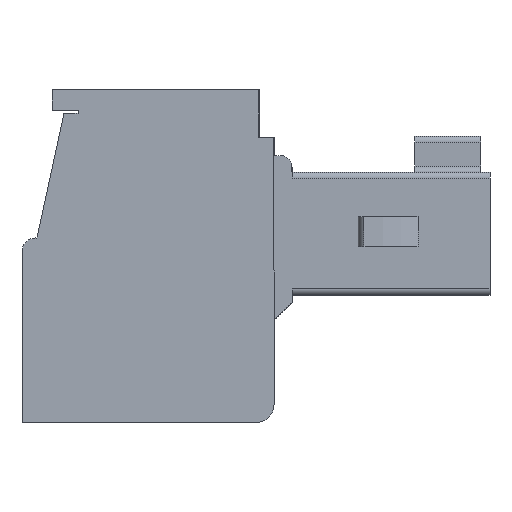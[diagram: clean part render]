
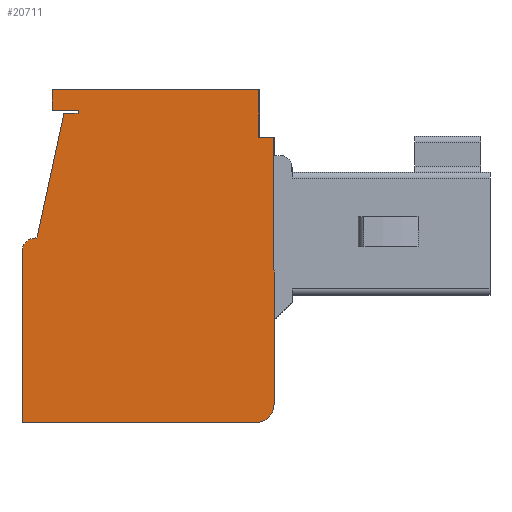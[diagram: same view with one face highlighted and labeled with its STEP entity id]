
A CAD part, left-side view. The second image highlights one B-rep face of the part: STEP entity #20711.
In plain terms, the highlighted planar face has unit normal (-1, 0, 0).
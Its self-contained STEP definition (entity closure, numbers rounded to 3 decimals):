
#75 = DIRECTION ( 'NONE',  ( -1., 0., 0. ) ) ;
#209 = LINE ( 'NONE', #21043, #23713 ) ;
#248 = FACE_OUTER_BOUND ( 'NONE', #14795, .T. ) ;
#477 = ORIENTED_EDGE ( 'NONE', *, *, #2393, .T. ) ;
#621 = EDGE_CURVE ( 'NONE', #3546, #26662, #14992, .T. ) ;
#663 = DIRECTION ( 'NONE',  ( 0., 1., 0. ) ) ;
#1210 = ORIENTED_EDGE ( 'NONE', *, *, #21056, .T. ) ;
#1589 = EDGE_CURVE ( 'NONE', #32767, #12409, #4308, .T. ) ;
#2202 = LINE ( 'NONE', #10177, #13511 ) ;
#2393 = EDGE_CURVE ( 'NONE', #23944, #8403, #21168, .T. ) ;
#2479 = CARTESIAN_POINT ( 'NONE',  ( 0., 14.2, 10.3 ) ) ;
#3120 = VECTOR ( 'NONE', #6338, 1000. ) ;
#3121 = DIRECTION ( 'NONE',  ( 1., 0., 0. ) ) ;
#3546 = VERTEX_POINT ( 'NONE', #5886 ) ;
#4040 = LINE ( 'NONE', #32000, #17798 ) ;
#4281 = DIRECTION ( 'NONE',  ( 0., -1., 0. ) ) ;
#4308 = LINE ( 'NONE', #9414, #3120 ) ;
#4711 = PLANE ( 'NONE',  #10750 ) ;
#4714 = ORIENTED_EDGE ( 'NONE', *, *, #13876, .F. ) ;
#4801 = CARTESIAN_POINT ( 'NONE',  ( 0., 7.2, 9.5 ) ) ;
#5205 = ORIENTED_EDGE ( 'NONE', *, *, #22591, .T. ) ;
#5226 = CARTESIAN_POINT ( 'NONE',  ( 0., 7.92, 9.5 ) ) ;
#5886 = CARTESIAN_POINT ( 'NONE',  ( 0., 14.6, 10.4 ) ) ;
#5988 = EDGE_CURVE ( 'NONE', #26662, #12781, #2202, .T. ) ;
#6338 = DIRECTION ( 'NONE',  ( 0., 0., -1. ) ) ;
#6972 = AXIS2_PLACEMENT_3D ( 'NONE', #33468, #75, #7861 ) ;
#7350 = CARTESIAN_POINT ( 'NONE',  ( 0., 7.8, 0.6 ) ) ;
#7374 = ORIENTED_EDGE ( 'NONE', *, *, #1589, .F. ) ;
#7438 = LINE ( 'NONE', #5226, #32494 ) ;
#7513 = VERTEX_POINT ( 'NONE', #17045 ) ;
#7712 = DIRECTION ( 'NONE',  ( 0., 1., 0. ) ) ;
#7861 = DIRECTION ( 'NONE',  ( 0., 0., 1. ) ) ;
#8196 = ORIENTED_EDGE ( 'NONE', *, *, #18477, .T. ) ;
#8403 = VERTEX_POINT ( 'NONE', #25182 ) ;
#9119 = CARTESIAN_POINT ( 'NONE',  ( 0., 7.2, 0.6 ) ) ;
#9414 = CARTESIAN_POINT ( 'NONE',  ( 0., 7.7, 13.573 ) ) ;
#9584 = CARTESIAN_POINT ( 'NONE',  ( 0., 7.7, 11.1 ) ) ;
#10096 = VECTOR ( 'NONE', #25320, 1000. ) ;
#10177 = CARTESIAN_POINT ( 'NONE',  ( 0., 13.7, 10.4 ) ) ;
#10566 = DIRECTION ( 'NONE',  ( 0., 0., 1. ) ) ;
#10595 = CARTESIAN_POINT ( 'NONE',  ( 0., 13.7, 10.3 ) ) ;
#10747 = ORIENTED_EDGE ( 'NONE', *, *, #15647, .T. ) ;
#10750 = AXIS2_PLACEMENT_3D ( 'NONE', #26354, #3121, #20912 ) ;
#11438 = EDGE_CURVE ( 'NONE', #12941, #23944, #4040, .T. ) ;
#11831 = ORIENTED_EDGE ( 'NONE', *, *, #11438, .T. ) ;
#11945 = EDGE_CURVE ( 'NONE', #8403, #27786, #22679, .T. ) ;
#12409 = VERTEX_POINT ( 'NONE', #20420 ) ;
#12693 = EDGE_CURVE ( 'NONE', #18107, #24484, #28011, .T. ) ;
#12781 = VERTEX_POINT ( 'NONE', #29447 ) ;
#12814 = LINE ( 'NONE', #10595, #15816 ) ;
#12941 = VERTEX_POINT ( 'NONE', #2479 ) ;
#13283 = CARTESIAN_POINT ( 'NONE',  ( 0., 15.6, 11.1 ) ) ;
#13511 = VECTOR ( 'NONE', #33220, 1000. ) ;
#13876 = EDGE_CURVE ( 'NONE', #16623, #32767, #14453, .T. ) ;
#13979 = CARTESIAN_POINT ( 'NONE',  ( 0., 15.6, 0. ) ) ;
#14453 = LINE ( 'NONE', #24781, #20095 ) ;
#14795 = EDGE_LOOP ( 'NONE', ( #5205, #7374, #4714, #1210, #30172, #32554, #10747, #11831, #477, #18500, #27362, #28142, #8196, #29346 ) ) ;
#14992 = LINE ( 'NONE', #23265, #10096 ) ;
#15030 = AXIS2_PLACEMENT_3D ( 'NONE', #7350, #17700, #28040 ) ;
#15081 = DIRECTION ( 'NONE',  ( 0., 1., 0. ) ) ;
#15491 = LINE ( 'NONE', #13283, #20109 ) ;
#15647 = EDGE_CURVE ( 'NONE', #12781, #12941, #12814, .T. ) ;
#15816 = VECTOR ( 'NONE', #7712, 1000. ) ;
#16623 = VERTEX_POINT ( 'NONE', #24440 ) ;
#16779 = VECTOR ( 'NONE', #32583, 1000. ) ;
#17045 = CARTESIAN_POINT ( 'NONE',  ( 0., 15.6, 0. ) ) ;
#17700 = DIRECTION ( 'NONE',  ( -1., 0., 0. ) ) ;
#17798 = VECTOR ( 'NONE', #19471, 1000. ) ;
#17853 = DIRECTION ( 'NONE',  ( 0., 0., -1. ) ) ;
#18107 = VERTEX_POINT ( 'NONE', #9119 ) ;
#18477 = EDGE_CURVE ( 'NONE', #30439, #18107, #24238, .T. ) ;
#18500 = ORIENTED_EDGE ( 'NONE', *, *, #11945, .T. ) ;
#19212 = CARTESIAN_POINT ( 'NONE',  ( 0., 7.8, 0. ) ) ;
#19471 = DIRECTION ( 'NONE',  ( 0., 0.212, -0.977 ) ) ;
#20095 = VECTOR ( 'NONE', #4281, 1000. ) ;
#20109 = VECTOR ( 'NONE', #10566, 1000. ) ;
#20420 = CARTESIAN_POINT ( 'NONE',  ( 0., 7.7, 9.5 ) ) ;
#20499 = VECTOR ( 'NONE', #31749, 1000. ) ;
#20640 = CARTESIAN_POINT ( 'NONE',  ( 0., 13.7, 10.4 ) ) ;
#20711 = ADVANCED_FACE ( 'NONE', ( #248 ), #4711, .F. ) ;
#20783 = EDGE_CURVE ( 'NONE', #7513, #30439, #26849, .T. ) ;
#20912 = DIRECTION ( 'NONE',  ( 0., 0., -1. ) ) ;
#21043 = CARTESIAN_POINT ( 'NONE',  ( 0., 14.6, 11.1 ) ) ;
#21056 = EDGE_CURVE ( 'NONE', #16623, #3546, #209, .T. ) ;
#21168 = LINE ( 'NONE', #28799, #30759 ) ;
#21872 = CARTESIAN_POINT ( 'NONE',  ( 0., 15.1, 6.15 ) ) ;
#22489 = CARTESIAN_POINT ( 'NONE',  ( 0., 7.2, 9.5 ) ) ;
#22591 = EDGE_CURVE ( 'NONE', #24484, #12409, #7438, .T. ) ;
#22679 = CIRCLE ( 'NONE', #6972, 0.45 ) ;
#22765 = EDGE_CURVE ( 'NONE', #7513, #27786, #15491, .T. ) ;
#23265 = CARTESIAN_POINT ( 'NONE',  ( 0., 14.6, 10.4 ) ) ;
#23713 = VECTOR ( 'NONE', #17853, 1000. ) ;
#23944 = VERTEX_POINT ( 'NONE', #21872 ) ;
#24238 = CIRCLE ( 'NONE', #15030, 0.6 ) ;
#24440 = CARTESIAN_POINT ( 'NONE',  ( 0., 14.6, 11.1 ) ) ;
#24484 = VERTEX_POINT ( 'NONE', #22489 ) ;
#24781 = CARTESIAN_POINT ( 'NONE',  ( 0., 15.6, 11.1 ) ) ;
#25182 = CARTESIAN_POINT ( 'NONE',  ( 0., 15.15, 6.15 ) ) ;
#25320 = DIRECTION ( 'NONE',  ( 0., -1., 0. ) ) ;
#26354 = CARTESIAN_POINT ( 'NONE',  ( 0., 15.6, 11.1 ) ) ;
#26662 = VERTEX_POINT ( 'NONE', #20640 ) ;
#26849 = LINE ( 'NONE', #13979, #20499 ) ;
#27362 = ORIENTED_EDGE ( 'NONE', *, *, #22765, .F. ) ;
#27786 = VERTEX_POINT ( 'NONE', #29397 ) ;
#28011 = LINE ( 'NONE', #4801, #16779 ) ;
#28040 = DIRECTION ( 'NONE',  ( 0., 0., -1. ) ) ;
#28142 = ORIENTED_EDGE ( 'NONE', *, *, #20783, .T. ) ;
#28799 = CARTESIAN_POINT ( 'NONE',  ( 0., 15.15, 6.15 ) ) ;
#29346 = ORIENTED_EDGE ( 'NONE', *, *, #12693, .T. ) ;
#29397 = CARTESIAN_POINT ( 'NONE',  ( 0., 15.6, 5.7 ) ) ;
#29447 = CARTESIAN_POINT ( 'NONE',  ( 0., 13.7, 10.3 ) ) ;
#30172 = ORIENTED_EDGE ( 'NONE', *, *, #621, .T. ) ;
#30439 = VERTEX_POINT ( 'NONE', #19212 ) ;
#30759 = VECTOR ( 'NONE', #663, 1000. ) ;
#31749 = DIRECTION ( 'NONE',  ( 0., -1., 0. ) ) ;
#32000 = CARTESIAN_POINT ( 'NONE',  ( 0., 15.1, 6.15 ) ) ;
#32494 = VECTOR ( 'NONE', #15081, 1000. ) ;
#32554 = ORIENTED_EDGE ( 'NONE', *, *, #5988, .T. ) ;
#32583 = DIRECTION ( 'NONE',  ( 0., 0., 1. ) ) ;
#32767 = VERTEX_POINT ( 'NONE', #9584 ) ;
#33220 = DIRECTION ( 'NONE',  ( 0., 0., -1. ) ) ;
#33468 = CARTESIAN_POINT ( 'NONE',  ( 0., 15.15, 5.7 ) ) ;
